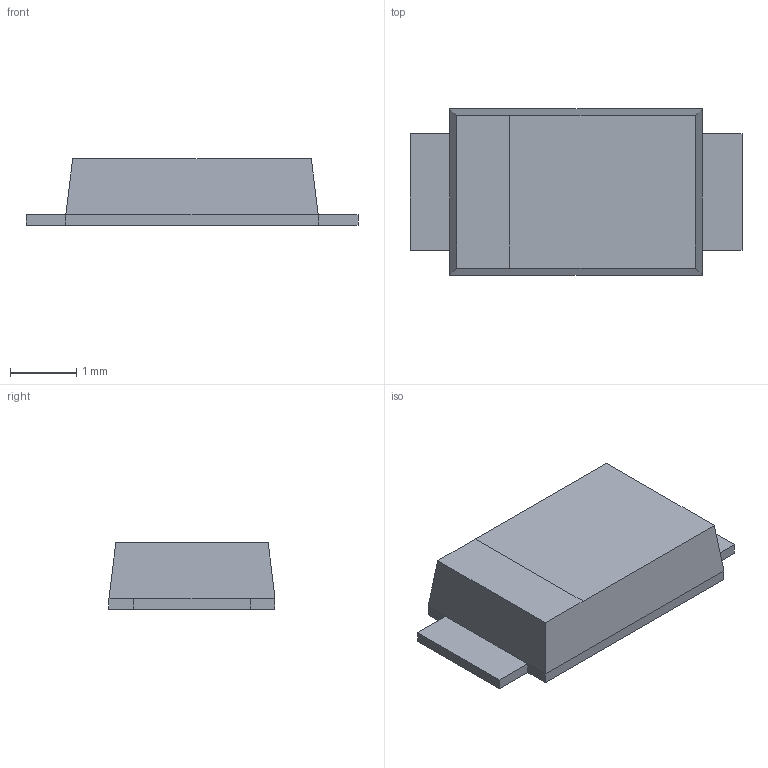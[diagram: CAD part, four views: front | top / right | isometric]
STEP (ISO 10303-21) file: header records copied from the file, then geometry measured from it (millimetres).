
FILE_DESCRIPTION (( 'STEP AP214' ), '1' );
FILE_NAME ('SOD128.step', '2021-02-17T11:52:32', ( '' ), ( '' ), 'SwSTEP 2.0', 'SolidWorks 2018', '' );
FILE_SCHEMA (( 'AUTOMOTIVE_DESIGN' ));
Length unit declared in the file: millimetre
Products named in the file (1): SOD128
Bounding box: 5 x 2.5 x 1 mm (x, y, z)
Volume: 9.3 mm3; surface area: 34.7 mm2
Topology: 1 solids, 1 shells, 21 faces, 49 edges, 30 vertices
Faces by surface type: plane 21
Entity records: 844 total; most frequent: CARTESIAN_POINT 101, ORIENTED_EDGE 98, DIRECTION 93, EDGE_CURVE 49, VECTOR 49, LINE 49, VERTEX_POINT 30, UNCERTAINTY_MEASURE_WITH_UNIT 24
